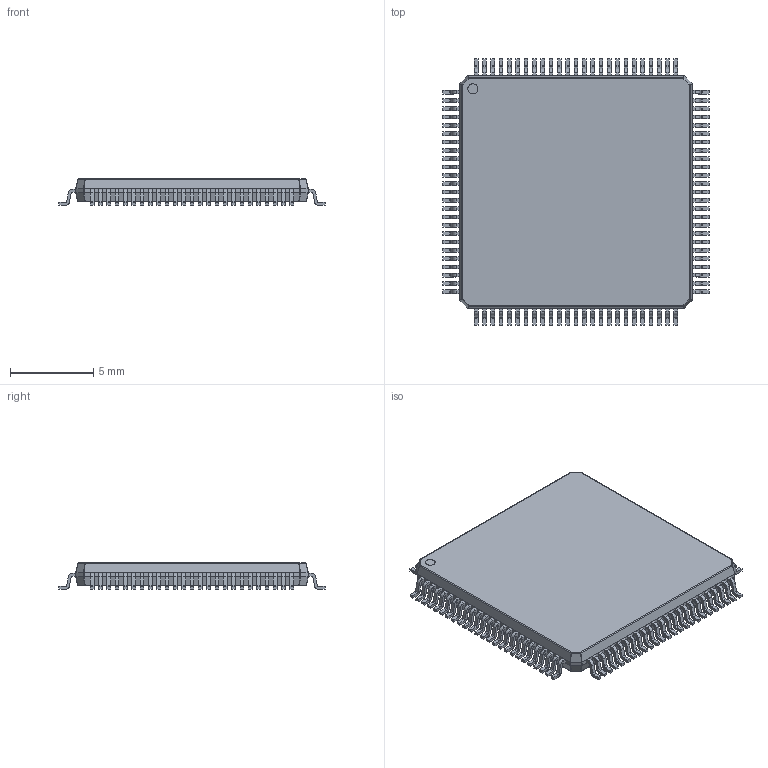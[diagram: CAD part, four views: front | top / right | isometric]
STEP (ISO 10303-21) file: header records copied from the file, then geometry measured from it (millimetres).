
FILE_DESCRIPTION (( 'STEP AP214' ), '1' );
FILE_NAME ('656476F1-0739-4977-B617-103F356105B0.STEP', '2024-01-27T01:56:57', ( '' ), ( '' ), 'SwSTEP 2.0', 'SolidWorks 2022', '' );
FILE_SCHEMA (( 'AUTOMOTIVE_DESIGN' ));
Length unit declared in the file: millimetre
Products named in the file (1): 656476F1-0739-4977-B617-103F356105B0
Bounding box: 16 x 16 x 1.6 mm (x, y, z)
Volume: 274.8 mm3; surface area: 574.1 mm2
Topology: 1 solids, 1 shells, 1385 faces, 3814 edges, 2516 vertices
Faces by surface type: plane 927, cylinder 442, sphere 16
Entity records: 44729 total; most frequent: CARTESIAN_POINT 7844, ORIENTED_EDGE 7596, DIRECTION 7374, EDGE_CURVE 3798, LINE 2898, VECTOR 2898, VERTEX_POINT 2516, AXIS2_PLACEMENT_3D 2238
